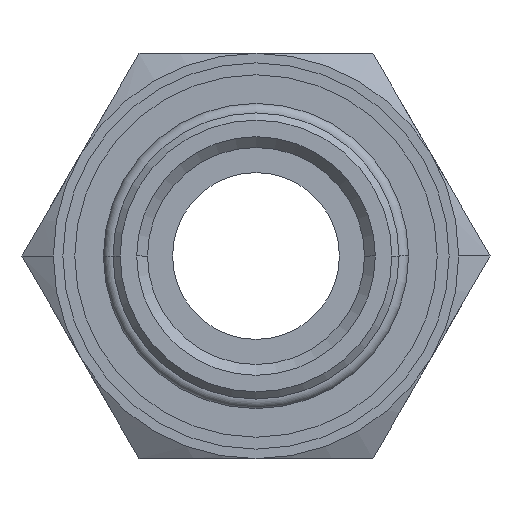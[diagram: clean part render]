
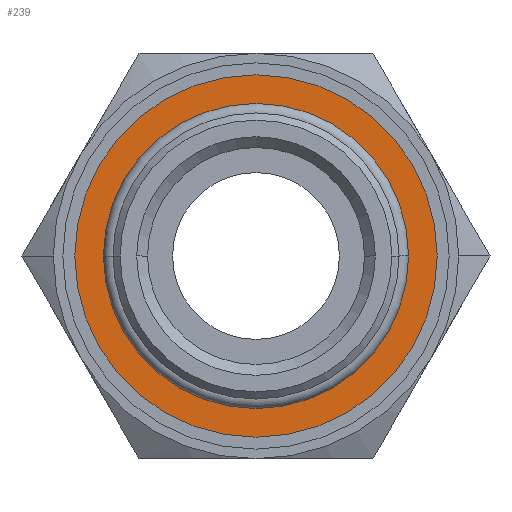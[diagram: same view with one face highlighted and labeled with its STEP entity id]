
A CAD part, front view. The second image highlights one B-rep face of the part: STEP entity #239.
In plain terms, the highlighted planar face has unit normal (0, -1, 0).
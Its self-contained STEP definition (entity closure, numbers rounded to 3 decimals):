
#239=ADVANCED_FACE('',(#491,#492),#493,.T.);
#491=FACE_OUTER_BOUND('',#754,.T.);
#492=FACE_BOUND('',#755,.T.);
#493=PLANE('',#756);
#754=EDGE_LOOP('',(#1372,#1373));
#755=EDGE_LOOP('',(#1374,#1375));
#756=AXIS2_PLACEMENT_3D('',#1376,#1377,#1378);
#1372=ORIENTED_EDGE('',*,*,#1559,.F.);
#1373=ORIENTED_EDGE('',*,*,#1749,.F.);
#1374=ORIENTED_EDGE('',*,*,#1566,.T.);
#1375=ORIENTED_EDGE('',*,*,#1747,.T.);
#1376=CARTESIAN_POINT('',(6.8,4.0,0.0));
#1377=DIRECTION('',(-0.0,-1.0,-0.0));
#1378=DIRECTION('',(-1.0,0.0,0.0));
#1559=EDGE_CURVE('',#1881,#1884,#1885,.T.);
#1566=EDGE_CURVE('',#1891,#1895,#1897,.T.);
#1747=EDGE_CURVE('',#1895,#1891,#2148,.T.);
#1749=EDGE_CURVE('',#1884,#1881,#2150,.T.);
#1881=VERTEX_POINT('',#2446);
#1884=VERTEX_POINT('',#2450);
#1885=CIRCLE('',#2451,7.6);
#1891=VERTEX_POINT('',#2458);
#1895=VERTEX_POINT('',#2463);
#1897=CIRCLE('',#2466,6.0);
#2148=CIRCLE('',#3017,6.0);
#2150=CIRCLE('',#3019,7.6);
#2446=CARTESIAN_POINT('',(7.6,4.0,0.0));
#2450=CARTESIAN_POINT('',(-7.6,4.0,0.));
#2451=AXIS2_PLACEMENT_3D('',#3155,#3156,#3157);
#2458=CARTESIAN_POINT('',(6.0,4.0,0.0));
#2463=CARTESIAN_POINT('',(-6.0,4.0,0.));
#2466=AXIS2_PLACEMENT_3D('',#3167,#3168,#3169);
#3017=AXIS2_PLACEMENT_3D('',#3389,#3390,#3391);
#3019=AXIS2_PLACEMENT_3D('',#3392,#3393,#3394);
#3155=CARTESIAN_POINT('',(0.0,4.0,0.0));
#3156=DIRECTION('',(-0.0,1.0,0.0));
#3157=DIRECTION('',(1.0,0.0,0.0));
#3167=CARTESIAN_POINT('',(0.0,4.0,0.0));
#3168=DIRECTION('',(-0.0,1.0,0.0));
#3169=DIRECTION('',(1.0,0.0,0.0));
#3389=CARTESIAN_POINT('',(0.0,4.0,0.0));
#3390=DIRECTION('',(-0.0,1.0,0.0));
#3391=DIRECTION('',(1.0,0.0,0.0));
#3392=CARTESIAN_POINT('',(0.0,4.0,0.0));
#3393=DIRECTION('',(-0.0,1.0,0.0));
#3394=DIRECTION('',(1.0,0.0,0.0));
